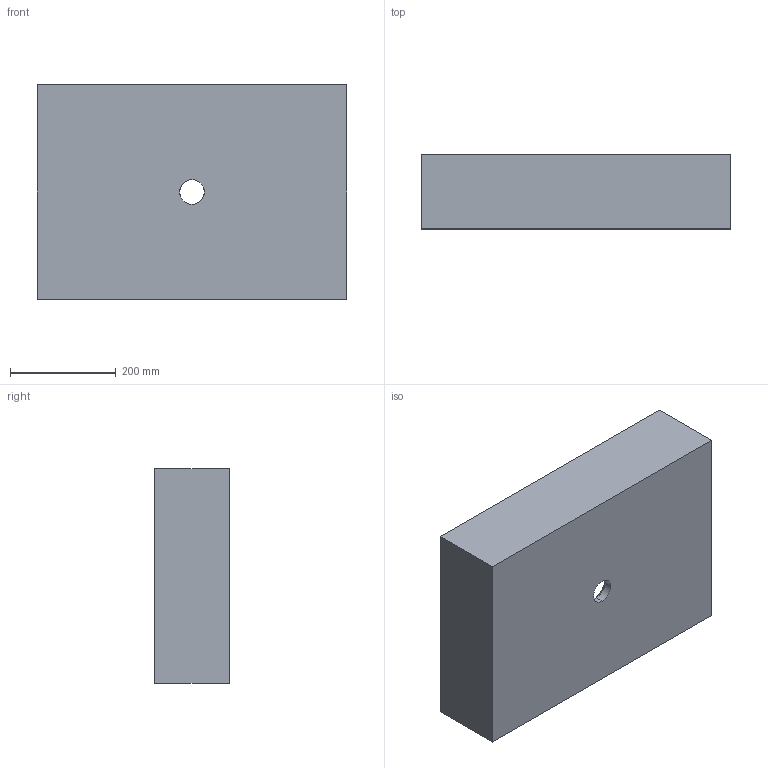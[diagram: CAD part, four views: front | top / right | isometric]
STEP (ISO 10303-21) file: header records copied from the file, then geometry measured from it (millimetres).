
FILE_DESCRIPTION (( 'STEP AP214' ), '1' );
FILE_NAME ('D798.STEP', '2018-04-17T13:19:25', ( '' ), ( '' ), 'SwSTEP 2.0', 'SolidWorks 2017', '' );
FILE_SCHEMA (( 'AUTOMOTIVE_DESIGN' ));
Length unit declared in the file: millimetre
Products named in the file (2): D798
Bounding box: 585 x 140 x 405 mm (x, y, z)
Volume: 10874294.3 mm3; surface area: 950958.3 mm2
Topology: 1 solids, 1 shells, 20 faces, 50 edges, 30 vertices
Faces by surface type: plane 10, bspline 8, cylinder 2
Entity records: 1413 total; most frequent: CARTESIAN_POINT 958, ORIENTED_EDGE 96, DIRECTION 58, EDGE_CURVE 48, VERTEX_POINT 30, LINE 26, VECTOR 26, EDGE_LOOP 22
